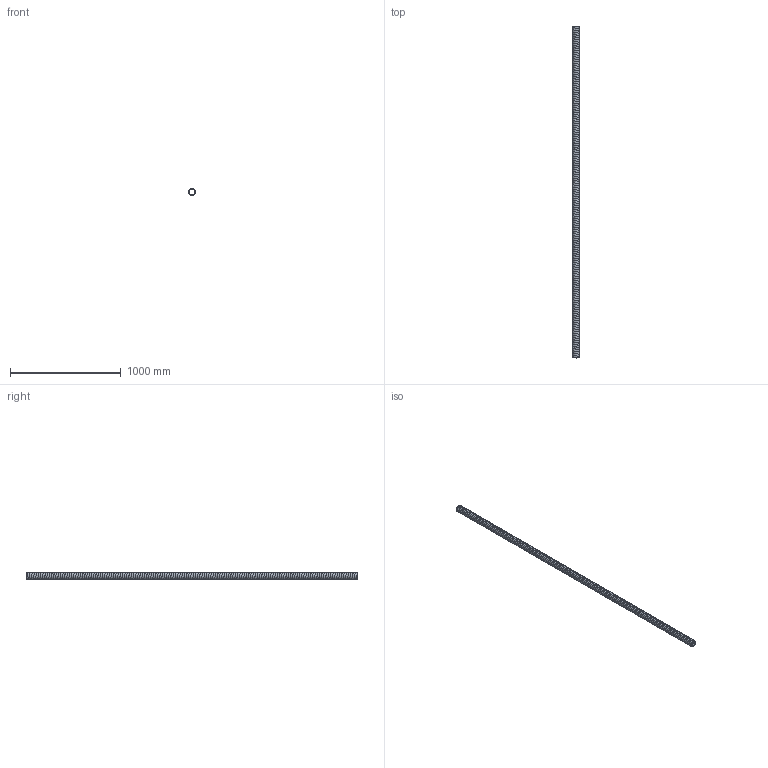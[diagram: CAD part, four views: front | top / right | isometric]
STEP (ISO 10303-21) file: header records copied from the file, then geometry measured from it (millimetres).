
FILE_DESCRIPTION (( 'STEP AP203' ), '1' );
FILE_NAME ('6946.step', '2015-09-17T15:52:19', ( '' ), ( '' ), 'SwSTEP 2.0', 'SolidWorks 2015', '' );
FILE_SCHEMA (( 'CONFIG_CONTROL_DESIGN' ));
Length unit declared in the file: millimetre
Products named in the file (1): 6946
Bounding box: 60.3 x 3000 x 60.29 mm (x, y, z)
Volume: 549760.3 mm3; surface area: 1102515.3 mm2
Topology: 1 solids, 1 shells, 119 faces, 318 edges, 212 vertices
Faces by surface type: plane 67, bspline 52
Entity records: 60133 total; most frequent: CARTESIAN_POINT 57450, ORIENTED_EDGE 636, DIRECTION 346, EDGE_CURVE 318, VERTEX_POINT 212, LINE 210, VECTOR 210, EDGE_LOOP 132
